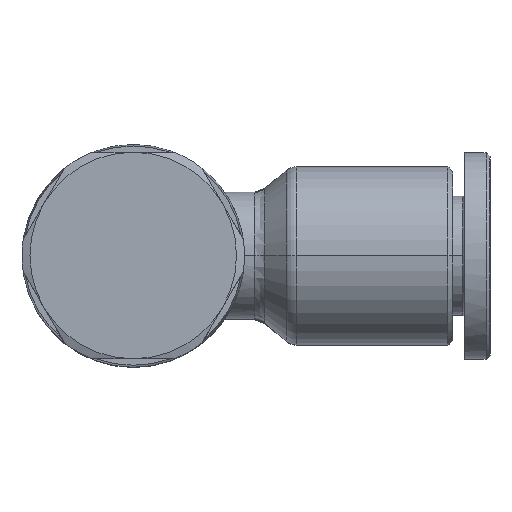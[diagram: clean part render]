
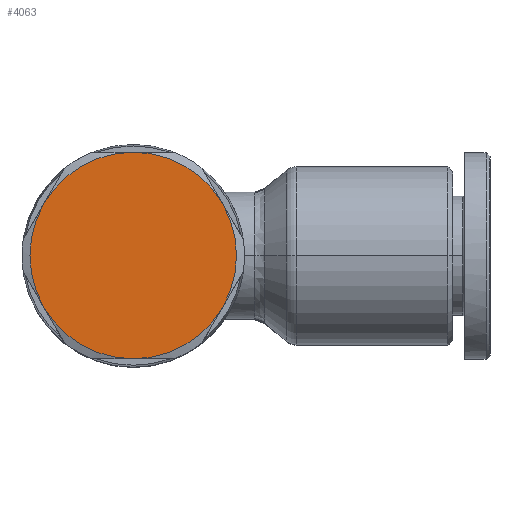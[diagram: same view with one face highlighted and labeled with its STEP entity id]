
A CAD part, top view. The second image highlights one B-rep face of the part: STEP entity #4063.
In plain terms, the highlighted planar face has unit normal (0, 0, 1).
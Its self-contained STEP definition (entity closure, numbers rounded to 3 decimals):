
#3481=CARTESIAN_POINT('',(-0.5,6.5,9.75));
#3482=VERTEX_POINT('',#3481);
#3505=CARTESIAN_POINT('',(-6.129,3.25,9.75));
#3506=VERTEX_POINT('',#3505);
#3520=CARTESIAN_POINT('',(-0.5,0.,9.75));
#3521=DIRECTION('',(0.0,0.0,1.0));
#3522=DIRECTION('',(0.0,-1.0,0.0));
#3523=AXIS2_PLACEMENT_3D('',#3520,#3521,#3522);
#3524=CIRCLE('',#3523,6.5);
#3525=EDGE_CURVE('',#3482,#3506,#3524,.T.);
#3535=CARTESIAN_POINT('',(-6.129,-3.25,9.75));
#3536=VERTEX_POINT('',#3535);
#3552=CARTESIAN_POINT('',(-0.5,0.,9.75));
#3553=DIRECTION('',(0.0,0.0,1.0));
#3554=DIRECTION('',(0.0,-1.0,0.0));
#3555=AXIS2_PLACEMENT_3D('',#3552,#3553,#3554);
#3556=CIRCLE('',#3555,6.5);
#3557=EDGE_CURVE('',#3506,#3536,#3556,.T.);
#3591=CARTESIAN_POINT('',(5.129,3.25,9.75));
#3592=VERTEX_POINT('',#3591);
#3628=CARTESIAN_POINT('',(-0.5,0.,9.75));
#3629=DIRECTION('',(0.0,0.0,1.0));
#3630=DIRECTION('',(0.0,-1.0,0.0));
#3631=AXIS2_PLACEMENT_3D('',#3628,#3629,#3630);
#3632=CIRCLE('',#3631,6.5);
#3633=EDGE_CURVE('',#3592,#3482,#3632,.T.);
#3645=CARTESIAN_POINT('',(5.129,-3.25,9.75));
#3646=VERTEX_POINT('',#3645);
#3682=CARTESIAN_POINT('',(-0.5,0.,9.75));
#3683=DIRECTION('',(0.0,0.0,1.0));
#3684=DIRECTION('',(0.0,-1.0,0.0));
#3685=AXIS2_PLACEMENT_3D('',#3682,#3683,#3684);
#3686=CIRCLE('',#3685,6.5);
#3687=EDGE_CURVE('',#3646,#3592,#3686,.T.);
#3697=CARTESIAN_POINT('',(-0.5,-6.5,9.75));
#3698=VERTEX_POINT('',#3697);
#3714=CARTESIAN_POINT('',(-0.5,0.,9.75));
#3715=DIRECTION('',(0.0,0.0,1.0));
#3716=DIRECTION('',(0.0,-1.0,0.0));
#3717=AXIS2_PLACEMENT_3D('',#3714,#3715,#3716);
#3718=CIRCLE('',#3717,6.5);
#3719=EDGE_CURVE('',#3536,#3698,#3718,.T.);
#3788=CARTESIAN_POINT('',(-0.5,0.,9.75));
#3789=DIRECTION('',(0.0,0.0,1.0));
#3790=DIRECTION('',(0.0,-1.0,0.0));
#3791=AXIS2_PLACEMENT_3D('',#3788,#3789,#3790);
#3792=CIRCLE('',#3791,6.5);
#3793=EDGE_CURVE('',#3698,#3646,#3792,.T.);
#4050=CARTESIAN_POINT('',(-0.5,0.,9.75));
#4051=DIRECTION('',(0.0,0.0,-1.0));
#4052=DIRECTION('',(0.0,1.0,0.0));
#4053=AXIS2_PLACEMENT_3D('',#4050,#4051,#4052);
#4054=PLANE('',#4053);
#4055=ORIENTED_EDGE('',*,*,#3557,.T.);
#4056=ORIENTED_EDGE('',*,*,#3719,.T.);
#4057=ORIENTED_EDGE('',*,*,#3793,.T.);
#4058=ORIENTED_EDGE('',*,*,#3687,.T.);
#4059=ORIENTED_EDGE('',*,*,#3633,.T.);
#4060=ORIENTED_EDGE('',*,*,#3525,.T.);
#4061=EDGE_LOOP('',(#4055,#4056,#4057,#4058,#4059,#4060));
#4062=FACE_OUTER_BOUND('',#4061,.T.);
#4063=ADVANCED_FACE('',(#4062),#4054,.F.);
